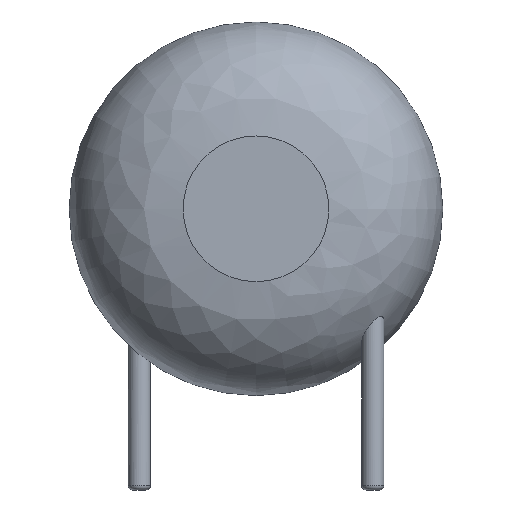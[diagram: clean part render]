
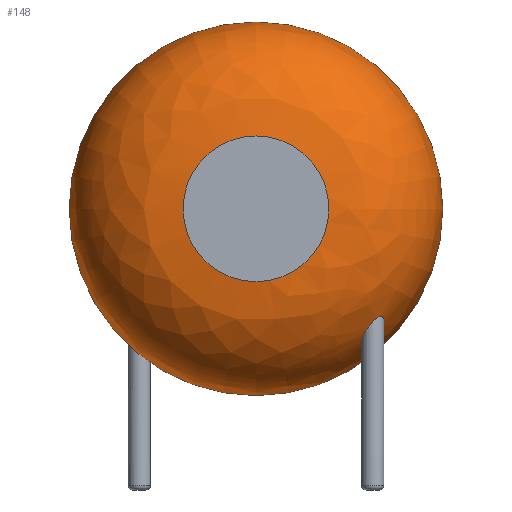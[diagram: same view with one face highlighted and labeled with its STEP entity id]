
A CAD part, front view. The second image highlights one B-rep face of the part: STEP entity #148.
In plain terms, the highlighted face is a revolution surface.
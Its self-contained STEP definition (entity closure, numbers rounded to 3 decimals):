
#24=VERTEX_POINT('',#25);
#25=CARTESIAN_POINT('',(9.75,-2.091,6.03));
#29=DIRECTION('',(0.,-1.,0.));
#30=ORIENTED_EDGE('',*,*,#31,.T.);
#31=EDGE_CURVE('',#24,#24,#32,.T.);
#32=CIRCLE('',#33,6.);
#33=AXIS2_PLACEMENT_3D('',#34,#29,#35);
#34=CARTESIAN_POINT('',(3.75,-2.091,6.03));
#35=DIRECTION('',(1.,0.,0.));
#148=ADVANCED_FACE('',(#149,#165),#245,.T.);
#149=FACE_BOUND('',#150,.T.);
#150=EDGE_LOOP('',(#30,#151,#159,#164));
#151=ORIENTED_EDGE('',*,*,#152,.T.);
#152=EDGE_CURVE('',#24,#153,#155,.T.);
#153=VERTEX_POINT('',#154);
#154=CARTESIAN_POINT('',(6.091,-5.75,6.03));
#155=CIRCLE('',#156,3.659);
#156=AXIS2_PLACEMENT_3D('',#157,#158,#35);
#157=CARTESIAN_POINT('',(6.091,-2.091,6.03));
#158=DIRECTION('',(0.,0.,-1.));
#159=ORIENTED_EDGE('',*,*,#160,.F.);
#160=EDGE_CURVE('',#153,#153,#161,.T.);
#161=CIRCLE('',#162,2.341);
#162=AXIS2_PLACEMENT_3D('',#163,#29,#35);
#163=CARTESIAN_POINT('',(3.75,-5.75,6.03));
#164=ORIENTED_EDGE('',*,*,#152,.F.);
#165=FACE_BOUND('',#166,.T.);
#166=EDGE_LOOP('',(#167,#186));
#167=ORIENTED_EDGE('',*,*,#168,.T.);
#168=EDGE_CURVE('',#169,#171,#173,.T.);
#169=VERTEX_POINT('',#170);
#170=CARTESIAN_POINT('',(7.86,-4.,2.431));
#171=VERTEX_POINT('',#172);
#172=CARTESIAN_POINT('',(7.431,-3.647,1.74));
#173=B_SPLINE_CURVE_WITH_KNOTS('',7,(#170,#174,#175,#176,#177,#178,#179,#180,#181,#182,#183,#184,#185,#172),.UNSPECIFIED.,.F.,.F.,(8,6,8),(0.,0.418,1.),.UNSPECIFIED.);
#174=CARTESIAN_POINT('',(7.86,-3.961,2.395));
#175=CARTESIAN_POINT('',(7.855,-3.923,2.356));
#176=CARTESIAN_POINT('',(7.846,-3.886,2.314));
#177=CARTESIAN_POINT('',(7.832,-3.852,2.271));
#178=CARTESIAN_POINT('',(7.815,-3.819,2.226));
#179=CARTESIAN_POINT('',(7.794,-3.789,2.181));
#180=CARTESIAN_POINT('',(7.736,-3.724,2.074));
#181=CARTESIAN_POINT('',(7.696,-3.691,2.011));
#182=CARTESIAN_POINT('',(7.651,-3.665,1.949));
#183=CARTESIAN_POINT('',(7.6,-3.646,1.889));
#184=CARTESIAN_POINT('',(7.546,-3.636,1.833));
#185=CARTESIAN_POINT('',(7.489,-3.636,1.782));
#186=ORIENTED_EDGE('',*,*,#187,.T.);
#187=EDGE_CURVE('',#171,#169,#188,.T.);
#188=B_SPLINE_CURVE_WITH_KNOTS('',8,(#172,#189,#190,#191,#192,#193,#194,#195,#196,#197,#198,#199,#200,#201,#202,#203,#204,#205,#206,#207,#208,#209,#210,#211,#212,#213,#214,#215,#216,#217,#218,#219,#220,#221,#222,#223,#224,#225,#226,#227,#228,#229,#230,#231,#232,#233,#234,#235,#236,#237,#238,#239,#240,#241,#242,#243,#244,#170),.UNSPECIFIED.,.F.,.F.,(9,7,7,7,7,7,7,7,9),(0.,0.15,0.253,0.311,0.513,0.747,0.828,0.891,1.),.UNSPECIFIED.);
#189=CARTESIAN_POINT('',(7.401,-3.653,1.717));
#190=CARTESIAN_POINT('',(7.37,-3.662,1.697));
#191=CARTESIAN_POINT('',(7.339,-3.674,1.679));
#192=CARTESIAN_POINT('',(7.31,-3.69,1.665));
#193=CARTESIAN_POINT('',(7.281,-3.71,1.654));
#194=CARTESIAN_POINT('',(7.256,-3.732,1.648));
#195=CARTESIAN_POINT('',(7.232,-3.757,1.646));
#196=CARTESIAN_POINT('',(7.198,-3.803,1.649));
#197=CARTESIAN_POINT('',(7.186,-3.822,1.652));
#198=CARTESIAN_POINT('',(7.175,-3.842,1.657));
#199=CARTESIAN_POINT('',(7.165,-3.863,1.665));
#200=CARTESIAN_POINT('',(7.158,-3.884,1.674));
#201=CARTESIAN_POINT('',(7.151,-3.906,1.684));
#202=CARTESIAN_POINT('',(7.147,-3.927,1.696));
#203=CARTESIAN_POINT('',(7.142,-3.96,1.717));
#204=CARTESIAN_POINT('',(7.141,-3.972,1.725));
#205=CARTESIAN_POINT('',(7.14,-3.984,1.734));
#206=CARTESIAN_POINT('',(7.14,-3.996,1.743));
#207=CARTESIAN_POINT('',(7.14,-4.007,1.752));
#208=CARTESIAN_POINT('',(7.14,-4.019,1.761));
#209=CARTESIAN_POINT('',(7.141,-4.03,1.771));
#210=CARTESIAN_POINT('',(7.147,-4.081,1.817));
#211=CARTESIAN_POINT('',(7.156,-4.119,1.856));
#212=CARTESIAN_POINT('',(7.17,-4.154,1.898));
#213=CARTESIAN_POINT('',(7.188,-4.188,1.942));
#214=CARTESIAN_POINT('',(7.209,-4.218,1.988));
#215=CARTESIAN_POINT('',(7.233,-4.245,2.036));
#216=CARTESIAN_POINT('',(7.259,-4.27,2.083));
#217=CARTESIAN_POINT('',(7.322,-4.316,2.187));
#218=CARTESIAN_POINT('',(7.359,-4.336,2.242));
#219=CARTESIAN_POINT('',(7.399,-4.351,2.297));
#220=CARTESIAN_POINT('',(7.442,-4.361,2.351));
#221=CARTESIAN_POINT('',(7.486,-4.366,2.402));
#222=CARTESIAN_POINT('',(7.533,-4.364,2.449));
#223=CARTESIAN_POINT('',(7.581,-4.354,2.489));
#224=CARTESIAN_POINT('',(7.643,-4.331,2.531));
#225=CARTESIAN_POINT('',(7.659,-4.324,2.54));
#226=CARTESIAN_POINT('',(7.675,-4.316,2.549));
#227=CARTESIAN_POINT('',(7.69,-4.307,2.556));
#228=CARTESIAN_POINT('',(7.705,-4.297,2.562));
#229=CARTESIAN_POINT('',(7.72,-4.286,2.566));
#230=CARTESIAN_POINT('',(7.734,-4.274,2.569));
#231=CARTESIAN_POINT('',(7.757,-4.252,2.571));
#232=CARTESIAN_POINT('',(7.767,-4.242,2.571));
#233=CARTESIAN_POINT('',(7.777,-4.231,2.57));
#234=CARTESIAN_POINT('',(7.786,-4.22,2.568));
#235=CARTESIAN_POINT('',(7.794,-4.209,2.565));
#236=CARTESIAN_POINT('',(7.802,-4.197,2.562));
#237=CARTESIAN_POINT('',(7.809,-4.185,2.558));
#238=CARTESIAN_POINT('',(7.827,-4.152,2.544));
#239=CARTESIAN_POINT('',(7.837,-4.131,2.532));
#240=CARTESIAN_POINT('',(7.845,-4.109,2.519));
#241=CARTESIAN_POINT('',(7.851,-4.087,2.504));
#242=CARTESIAN_POINT('',(7.856,-4.065,2.488));
#243=CARTESIAN_POINT('',(7.859,-4.043,2.47));
#244=CARTESIAN_POINT('',(7.86,-4.021,2.451));
#245=SURFACE_OF_REVOLUTION('',#246,#257);
#246=B_SPLINE_CURVE_WITH_KNOTS('',6,(#25,#247,#248,#249,#250,#251,#252,#253,#254,#255,#256,#154),.UNSPECIFIED.,.F.,.F.,(7,5,7),(0.,0.785,1.571),.UNSPECIFIED.);
#247=CARTESIAN_POINT('',(9.75,-2.57,6.03));
#248=CARTESIAN_POINT('',(9.675,-3.049,6.03));
#249=CARTESIAN_POINT('',(9.524,-3.513,6.03));
#250=CARTESIAN_POINT('',(9.303,-3.948,6.03));
#251=CARTESIAN_POINT('',(9.017,-4.34,6.03));
#252=CARTESIAN_POINT('',(8.34,-5.017,6.03));
#253=CARTESIAN_POINT('',(7.948,-5.303,6.03));
#254=CARTESIAN_POINT('',(7.513,-5.524,6.03));
#255=CARTESIAN_POINT('',(7.049,-5.675,6.03));
#256=CARTESIAN_POINT('',(6.57,-5.75,6.03));
#257=AXIS1_PLACEMENT('',#34,#29);
